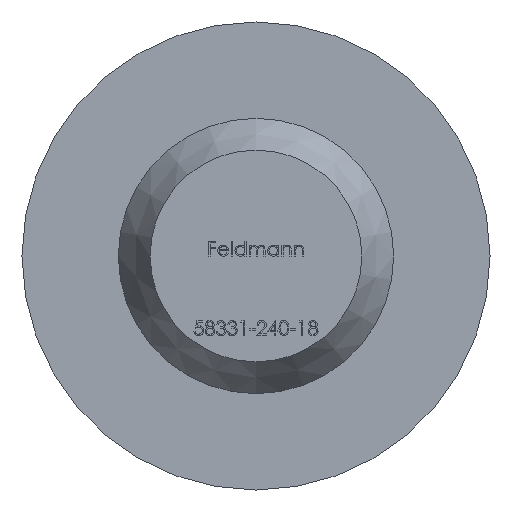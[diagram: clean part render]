
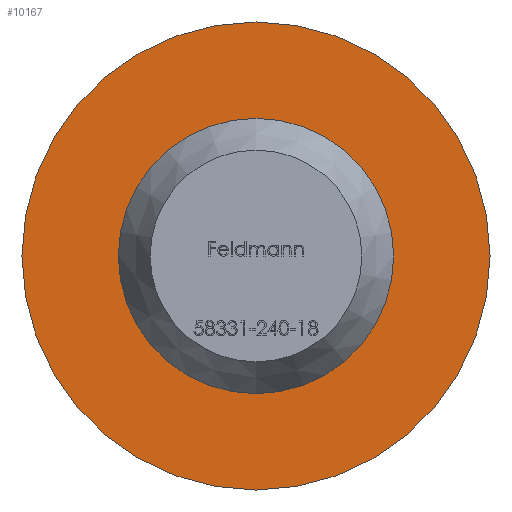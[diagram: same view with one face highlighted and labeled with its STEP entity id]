
A CAD part, front view. The second image highlights one B-rep face of the part: STEP entity #10167.
In plain terms, the highlighted planar face has unit normal (0, -1, 0).
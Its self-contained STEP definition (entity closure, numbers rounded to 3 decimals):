
#249 = DIRECTION ( 'NONE',  ( 0., 0., 1. ) ) ;
#1563 = EDGE_CURVE ( 'NONE', #8081, #8081, #5659, .T. ) ;
#2875 = FACE_BOUND ( 'NONE', #8851, .T. ) ;
#3344 = DIRECTION ( 'NONE',  ( 0., 0., 1. ) ) ;
#4604 = ORIENTED_EDGE ( 'NONE', *, *, #7874, .F. ) ;
#5028 = EDGE_LOOP ( 'NONE', ( #15387 ) ) ;
#5456 = AXIS2_PLACEMENT_3D ( 'NONE', #5810, #6017, #3344 ) ;
#5659 = CIRCLE ( 'NONE', #14216, 4.25 ) ;
#5810 = CARTESIAN_POINT ( 'NONE',  ( 0., 0., 0. ) ) ;
#6017 = DIRECTION ( 'NONE',  ( 0., -1., 0. ) ) ;
#6739 = DIRECTION ( 'NONE',  ( 0., 1., 0. ) ) ;
#6999 = CARTESIAN_POINT ( 'NONE',  ( 0., 0., 0. ) ) ;
#7874 = EDGE_CURVE ( 'NONE', #14501, #14501, #14770, .T. ) ;
#8081 = VERTEX_POINT ( 'NONE', #9154 ) ;
#8115 = PLANE ( 'NONE',  #10260 ) ;
#8178 = DIRECTION ( 'NONE',  ( 0., 0., 1. ) ) ;
#8851 = EDGE_LOOP ( 'NONE', ( #4604 ) ) ;
#9154 = CARTESIAN_POINT ( 'NONE',  ( 0., 0., 4.25 ) ) ;
#10167 = ADVANCED_FACE ( 'NONE', ( #2875, #15335 ), #8115, .F. ) ;
#10187 = CARTESIAN_POINT ( 'NONE',  ( 0., 0., 2.5 ) ) ;
#10260 = AXIS2_PLACEMENT_3D ( 'NONE', #6999, #12995, #8178 ) ;
#10448 = CARTESIAN_POINT ( 'NONE',  ( 0., 0., 0. ) ) ;
#12995 = DIRECTION ( 'NONE',  ( 0., 1., 0. ) ) ;
#14216 = AXIS2_PLACEMENT_3D ( 'NONE', #10448, #6739, #249 ) ;
#14501 = VERTEX_POINT ( 'NONE', #10187 ) ;
#14770 = CIRCLE ( 'NONE', #5456, 2.5 ) ;
#15335 = FACE_OUTER_BOUND ( 'NONE', #5028, .T. ) ;
#15387 = ORIENTED_EDGE ( 'NONE', *, *, #1563, .F. ) ;
